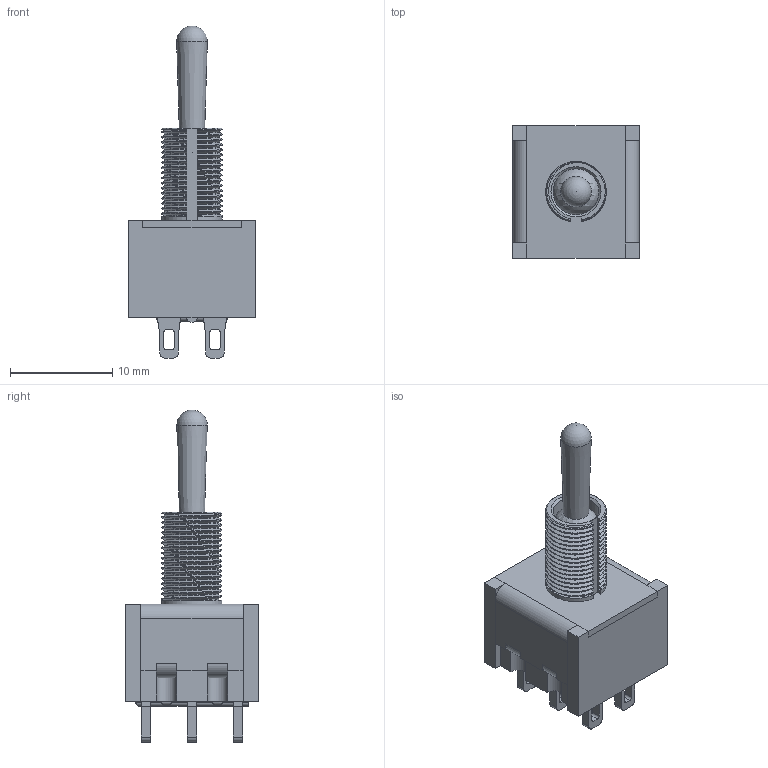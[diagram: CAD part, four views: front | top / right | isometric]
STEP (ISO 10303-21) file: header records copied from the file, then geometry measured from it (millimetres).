
FILE_DESCRIPTION(/* description */ (''),/* implementation_level */ '2;1');
FILE_NAME(/* name */ 'Toggle Switch - Double .step',/* time_stamp */ '2020-05-12T16:01:45-03:00',/* author */ (''),/* organization */ (''),/* preprocessor_version */ 'ST-DEVELOPER v18.1',/* originating_system */ 'Autodesk Translation Framework v9.2.0.1227',/* authorisation */ '');
FILE_SCHEMA (('AUTOMOTIVE_DESIGN { 1 0 10303 214 3 1 1 }'));
Length unit declared in the file: millimetre
Products named in the file (1): Toggle Switch - Double
Bounding box: 12.4 x 13 x 32.5 mm (x, y, z)
Volume: 1706.4 mm3; surface area: 2118.7 mm2
Topology: 9 solids, 9 shells, 340 faces, 935 edges, 613 vertices
Faces by surface type: plane 186, cylinder 112, bspline 37, cone 3, sphere 2
Full cylindrical faces by diameter (mm): 4.5 x1
Entity records: 13289 total; most frequent: CARTESIAN_POINT 4892, ORIENTED_EDGE 1864, DIRECTION 1531, EDGE_CURVE 932, VERTEX_POINT 613, LINE 593, VECTOR 593, AXIS2_PLACEMENT_3D 469
